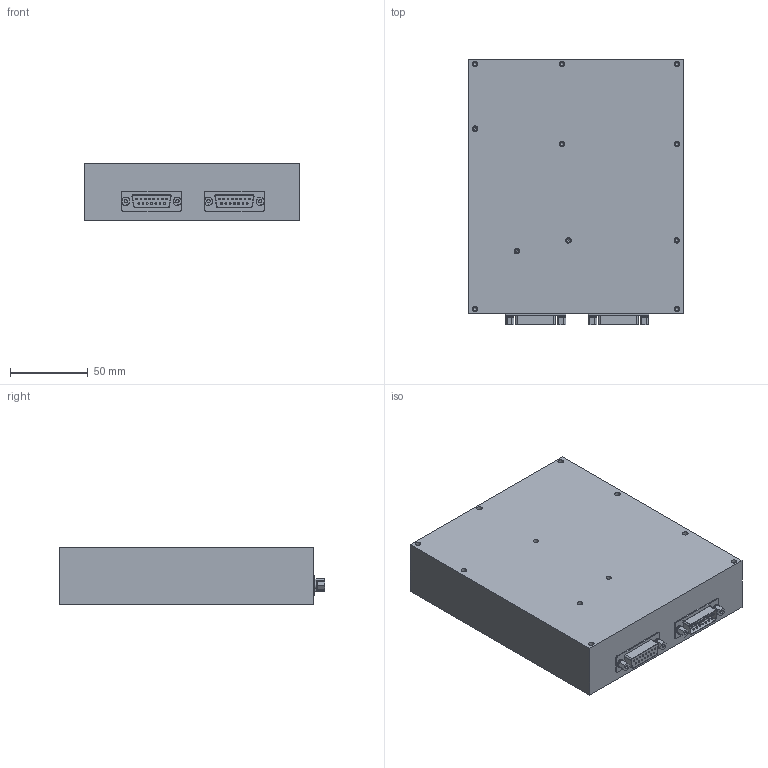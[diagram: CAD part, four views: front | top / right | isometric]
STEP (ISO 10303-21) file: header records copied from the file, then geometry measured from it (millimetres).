
FILE_DESCRIPTION(/* description */ ('Unknown'),/* implementation_level */ '2;1');
FILE_NAME(/* name */ 'M2510001',/* time_stamp */ '2020-05-07T14:08:01-04:00',/* author */ ('Unknown'),/* organization */ ('Unknown'),/* preprocessor_version */ 'ST-DEVELOPER v16.7',/* originating_system */ 'DEX',/* authorisation */ $);
FILE_SCHEMA (('CONFIG_CONTROL_DESIGN'));
Length unit declared in the file: millimetre
Products named in the file (8): M2510001; MAIN BODY; D-TYPE15SD; D-TYPE15PD; P001-19; MS35338-134; NAS620C4
Assembly tree (10 placements, depth 3):
  M2510001
    MAIN BODY
    D-TYPE15SD
    D-TYPE15PD
    P001-19  x4
      P001-19
      MS35338-134
      NAS620C4
Bounding box: 138.43 x 170.82 x 36.83 mm (x, y, z)
Volume: 840203.5 mm3; surface area: 74671.1 mm2
Topology: 15 solids, 15 shells, 418 faces, 911 edges, 610 vertices
Faces by surface type: plane 193, cylinder 165, torus 45, cone 15
Full cylindrical faces by diameter (mm): 1.14 x60, 2.156 x30, 2.382 x4, 2.95 x4, 3.05 x4, 3.505 x11, 5.309 x4
Entity records: 10884 total; most frequent: DIRECTION 1580, CARTESIAN_POINT 1336, ORIENTED_EDGE 1052, AXIS2_PLACEMENT_3D 691, FACE_BOUND 623, EDGE_LOOP 608, EDGE_CURVE 526, VERTEX_POINT 447
